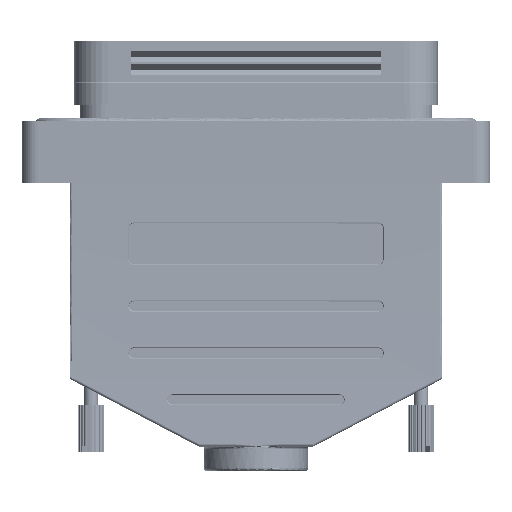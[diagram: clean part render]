
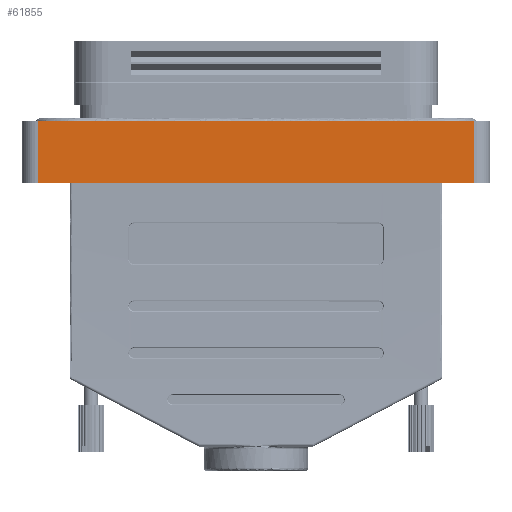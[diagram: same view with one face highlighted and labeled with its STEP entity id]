
A CAD part, front view. The second image highlights one B-rep face of the part: STEP entity #61855.
In plain terms, the highlighted planar face has unit normal (0, -1, 0).
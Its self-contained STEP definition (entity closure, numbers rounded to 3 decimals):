
#9 = LINE ( 'NONE', #30288, #14172 ) ;
#4146 = ORIENTED_EDGE ( 'NONE', *, *, #10944, .T. ) ;
#5587 = LINE ( 'NONE', #46604, #9876 ) ;
#6626 = PLANE ( 'NONE',  #20897 ) ;
#9759 = VECTOR ( 'NONE', #46080, 1000. ) ;
#9876 = VECTOR ( 'NONE', #56987, 1000. ) ;
#10155 = VERTEX_POINT ( 'NONE', #26390 ) ;
#10944 = EDGE_CURVE ( 'NONE', #62142, #42424, #20886, .T. ) ;
#14172 = VECTOR ( 'NONE', #30933, 1000. ) ;
#20886 = LINE ( 'NONE', #51112, #9759 ) ;
#20897 = AXIS2_PLACEMENT_3D ( 'NONE', #63454, #62452, #47648 ) ;
#26390 = CARTESIAN_POINT ( 'NONE',  ( -42., -20., -3. ) ) ;
#26421 = VERTEX_POINT ( 'NONE', #52569 ) ;
#26433 = ORIENTED_EDGE ( 'NONE', *, *, #58980, .F. ) ;
#28523 = LINE ( 'NONE', #59072, #30917 ) ;
#30288 = CARTESIAN_POINT ( 'NONE',  ( -42., -20., 0. ) ) ;
#30917 = VECTOR ( 'NONE', #49655, 1000. ) ;
#30933 = DIRECTION ( 'NONE',  ( 0., 0., 1. ) ) ;
#42424 = VERTEX_POINT ( 'NONE', #52176 ) ;
#45037 = EDGE_CURVE ( 'NONE', #62142, #10155, #28523, .T. ) ;
#46080 = DIRECTION ( 'NONE',  ( 0., 0., 1. ) ) ;
#46604 = CARTESIAN_POINT ( 'NONE',  ( 0., -20., 9. ) ) ;
#47648 = DIRECTION ( 'NONE',  ( 1., 0., 0. ) ) ;
#49655 = DIRECTION ( 'NONE',  ( -1., 0., 0. ) ) ;
#51112 = CARTESIAN_POINT ( 'NONE',  ( 42., -20., 0. ) ) ;
#52176 = CARTESIAN_POINT ( 'NONE',  ( 42., -20., 9. ) ) ;
#52569 = CARTESIAN_POINT ( 'NONE',  ( -42., -20., 9. ) ) ;
#53001 = FACE_OUTER_BOUND ( 'NONE', #53979, .T. ) ;
#53979 = EDGE_LOOP ( 'NONE', ( #26433, #58705, #57739, #4146 ) ) ;
#56432 = EDGE_CURVE ( 'NONE', #10155, #26421, #9, .T. ) ;
#56987 = DIRECTION ( 'NONE',  ( 1., 0., 0. ) ) ;
#57739 = ORIENTED_EDGE ( 'NONE', *, *, #45037, .F. ) ;
#58705 = ORIENTED_EDGE ( 'NONE', *, *, #56432, .F. ) ;
#58711 = CARTESIAN_POINT ( 'NONE',  ( 42., -20., -3. ) ) ;
#58980 = EDGE_CURVE ( 'NONE', #26421, #42424, #5587, .T. ) ;
#59072 = CARTESIAN_POINT ( 'NONE',  ( 0., -20., -3. ) ) ;
#61855 = ADVANCED_FACE ( 'NONE', ( #53001 ), #6626, .T. ) ;
#62142 = VERTEX_POINT ( 'NONE', #58711 ) ;
#62452 = DIRECTION ( 'NONE',  ( 0., -1., 0. ) ) ;
#63454 = CARTESIAN_POINT ( 'NONE',  ( 0., -20., 0. ) ) ;
